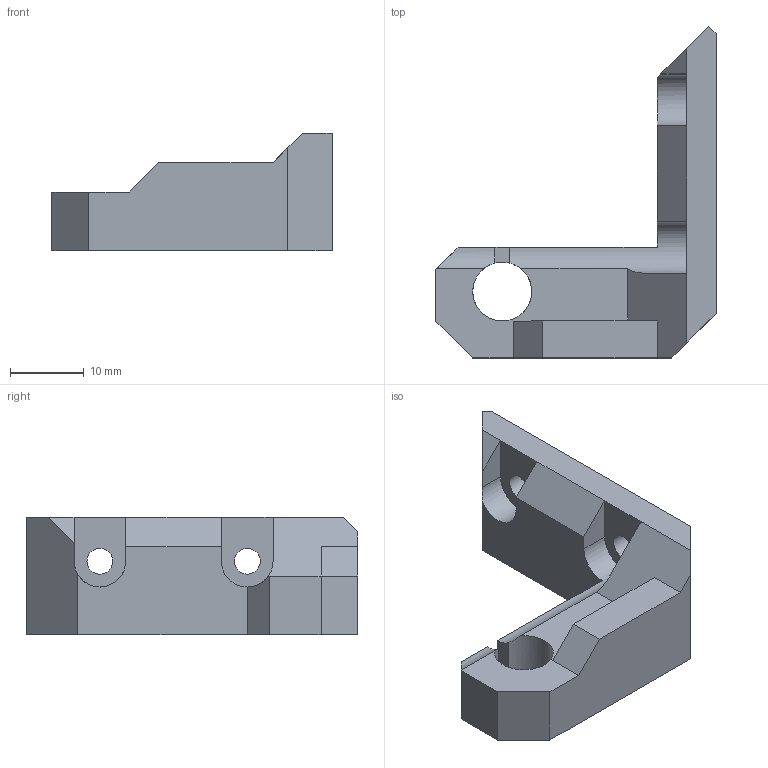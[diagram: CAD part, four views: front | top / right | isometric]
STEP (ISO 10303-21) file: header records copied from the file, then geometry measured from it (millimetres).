
FILE_DESCRIPTION(/* description */ (''),/* implementation_level */ '2;1');
FILE_NAME(/* name */ 'Z top left.step',/* time_stamp */ '2018-02-09T16:43:43+05:00',/* author */ (''),/* organization */ (''),/* preprocessor_version */ 'ST-DEVELOPER v16.13',/* originating_system */ 'Autodesk Translation Framework v6.5.0.72',/* authorisation */ '');
FILE_SCHEMA (('AUTOMOTIVE_DESIGN { 1 0 10303 214 3 1 1 }'));
Length unit declared in the file: millimetre
Products named in the file (1): Z-AXIS-TOP_LEFT
Bounding box: 38 x 45 x 16 mm (x, y, z)
Volume: 7664.4 mm3; surface area: 3756.7 mm2
Topology: 1 solids, 1 shells, 34 faces, 100 edges, 67 vertices
Faces by surface type: plane 28, cylinder 6
Full cylindrical faces by diameter (mm): 3.5 x2, 8 x1
Entity records: 1189 total; most frequent: CARTESIAN_POINT 216, ORIENTED_EDGE 200, DIRECTION 190, EDGE_CURVE 100, LINE 76, VECTOR 76, VERTEX_POINT 67, AXIS2_PLACEMENT_3D 57
